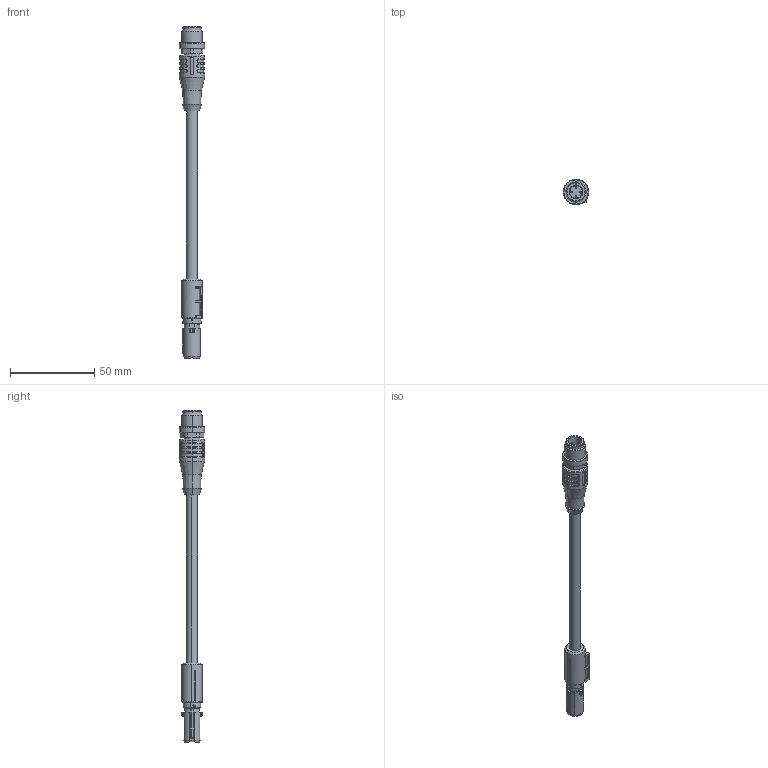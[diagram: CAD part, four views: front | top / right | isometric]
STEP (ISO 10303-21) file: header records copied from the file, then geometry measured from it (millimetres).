
FILE_DESCRIPTION(('CATIA V5 STEP Exchange','CAx-IF Rec.Pracs.--- Model Styling and Organization---1.5--- 2016-08-15','CAx-IF Rec.Pracs.---Supplemental Geometry---1.0---2011-11-01','CAx-IF Rec.Pracs.--- Composite Materials ---1.1---2010-07-15'),'2;1');
FILE_NAME ('030605-2_0', '2025-05-08T07:58:42+00:00', ('none'), ('Weidmueller'), 'CATIA Version 5-6 Release 2022 SP4 HF5', 'CATIA V5 STEP AP214 v3', 'none');
FILE_SCHEMA(('AUTOMOTIVE_DESIGN { 1 0 10303 214 1 1 1 1 }'));
Length unit declared in the file: millimetre
Products named in the file (1): 2451110000
Bounding box: 15 x 15 x 197.4 mm (x, y, z)
Volume: 13511.3 mm3; surface area: 7544.3 mm2
Topology: 1 solids, 2 shells, 609 faces, 1608 edges, 1018 vertices
Faces by surface type: plane 195, cylinder 163, bspline 70, cone 65, torus 55, sphere 36, extrusion 25
Entity records: 21198 total; most frequent: CARTESIAN_POINT 7377, ORIENTED_EDGE 3190, DIRECTION 2096, EDGE_CURVE 1595, VERTEX_POINT 1018, AXIS2_PLACEMENT_3D 964, EDGE_LOOP 639, VECTOR 623
